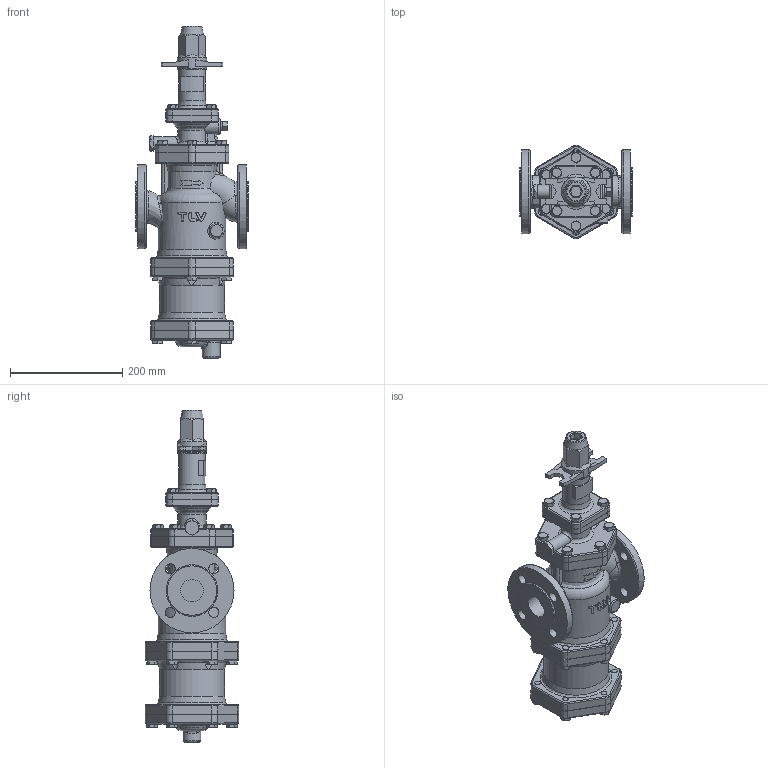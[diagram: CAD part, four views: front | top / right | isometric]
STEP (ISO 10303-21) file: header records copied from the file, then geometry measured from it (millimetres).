
FILE_DESCRIPTION((''),'2;1');
FILE_NAME('cos21-040-e0025-00.stp','2009-09-16T15:12:27',('nakaot'),(''),'Autodesk Inventor 2008','Autodesk Inventor 2008','');
FILE_SCHEMA(('AUTOMOTIVE_DESIGN { 1 0 10303 214 1 1 1 1 }'));
Length unit declared in the file: millimetre
Products named in the file (1): cos21-040-e0025-00
Bounding box: 200 x 166.02 x 592 mm (x, y, z)
Volume: 5582902.5 mm3; surface area: 426308 mm2
Topology: 1 solids, 1 shells, 836 faces, 2061 edges, 1299 vertices
Faces by surface type: plane 350, cylinder 216, bspline 151, torus 63, cone 56
Full cylindrical faces by diameter (mm): 10 x32, 12 x12, 24 x1, 28 x1, 32 x1, 40 x2, 48 x1, 52 x1, 80 x1, 88 x2, 100 x1, 116 x1, 120 x3, 150 x2
Entity records: 44351 total; most frequent: CARTESIAN_POINT 26294, ORIENTED_EDGE 3746, DIRECTION 3506, EDGE_CURVE 1873, AXIS2_PLACEMENT_3D 1371, VERTEX_POINT 1249, EDGE_LOOP 1106, FACE_OUTER_BOUND 836
